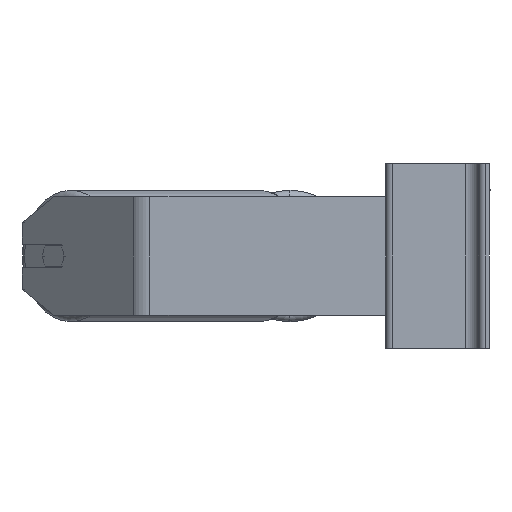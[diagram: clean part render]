
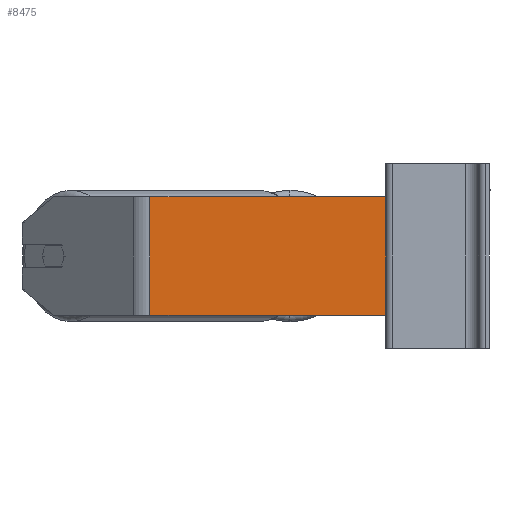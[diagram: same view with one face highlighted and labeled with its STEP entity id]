
A CAD part, left-side view. The second image highlights one B-rep face of the part: STEP entity #8475.
In plain terms, the highlighted planar face has unit normal (-1, 0, 0).
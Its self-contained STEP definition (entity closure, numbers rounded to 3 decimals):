
#15 = FACE_OUTER_BOUND ( 'NONE', #5417, .T. ) ;
#30 = CARTESIAN_POINT ( 'NONE',  ( -338., 18., 40. ) ) ;
#390 = AXIS2_PLACEMENT_3D ( 'NONE', #2336, #3333, #10109 ) ;
#699 = EDGE_CURVE ( 'NONE', #1265, #2724, #9394, .T. ) ;
#1265 = VERTEX_POINT ( 'NONE', #3041 ) ;
#1382 = DIRECTION ( 'NONE',  ( 0., -1., 0. ) ) ;
#1560 = VECTOR ( 'NONE', #2628, 1000. ) ;
#1633 = LINE ( 'NONE', #30, #9362 ) ;
#1984 = VECTOR ( 'NONE', #6643, 1000. ) ;
#2336 = CARTESIAN_POINT ( 'NONE',  ( -338., 184.541, 40. ) ) ;
#2628 = DIRECTION ( 'NONE',  ( 0., 0., -1. ) ) ;
#2724 = VERTEX_POINT ( 'NONE', #9414 ) ;
#3041 = CARTESIAN_POINT ( 'NONE',  ( -338., 177.914, 40. ) ) ;
#3333 = DIRECTION ( 'NONE',  ( 1., 0., 0. ) ) ;
#3386 = PLANE ( 'NONE',  #390 ) ;
#3453 = CARTESIAN_POINT ( 'NONE',  ( -338., 177.914, 40. ) ) ;
#3862 = LINE ( 'NONE', #7251, #7290 ) ;
#4276 = DIRECTION ( 'NONE',  ( 0., 0., -1. ) ) ;
#5241 = EDGE_CURVE ( 'NONE', #9167, #7569, #1633, .T. ) ;
#5417 = EDGE_LOOP ( 'NONE', ( #8607, #9778, #9800, #10860 ) ) ;
#5614 = EDGE_CURVE ( 'NONE', #1265, #9167, #8302, .T. ) ;
#6643 = DIRECTION ( 'NONE',  ( 0., -1., 0. ) ) ;
#6696 = CARTESIAN_POINT ( 'NONE',  ( -338., 184.541, 40. ) ) ;
#7251 = CARTESIAN_POINT ( 'NONE',  ( -338., 184.541, -40. ) ) ;
#7290 = VECTOR ( 'NONE', #1382, 1000. ) ;
#7569 = VERTEX_POINT ( 'NONE', #8670 ) ;
#8302 = LINE ( 'NONE', #6696, #1984 ) ;
#8475 = ADVANCED_FACE ( 'NONE', ( #15 ), #3386, .F. ) ;
#8607 = ORIENTED_EDGE ( 'NONE', *, *, #8742, .T. ) ;
#8670 = CARTESIAN_POINT ( 'NONE',  ( -338., 18., -40. ) ) ;
#8742 = EDGE_CURVE ( 'NONE', #2724, #7569, #3862, .T. ) ;
#8817 = CARTESIAN_POINT ( 'NONE',  ( -338., 18., 40. ) ) ;
#9167 = VERTEX_POINT ( 'NONE', #8817 ) ;
#9362 = VECTOR ( 'NONE', #4276, 1000. ) ;
#9394 = LINE ( 'NONE', #3453, #1560 ) ;
#9414 = CARTESIAN_POINT ( 'NONE',  ( -338., 177.914, -40. ) ) ;
#9778 = ORIENTED_EDGE ( 'NONE', *, *, #5241, .F. ) ;
#9800 = ORIENTED_EDGE ( 'NONE', *, *, #5614, .F. ) ;
#10109 = DIRECTION ( 'NONE',  ( 0., 1., 0. ) ) ;
#10860 = ORIENTED_EDGE ( 'NONE', *, *, #699, .T. ) ;
